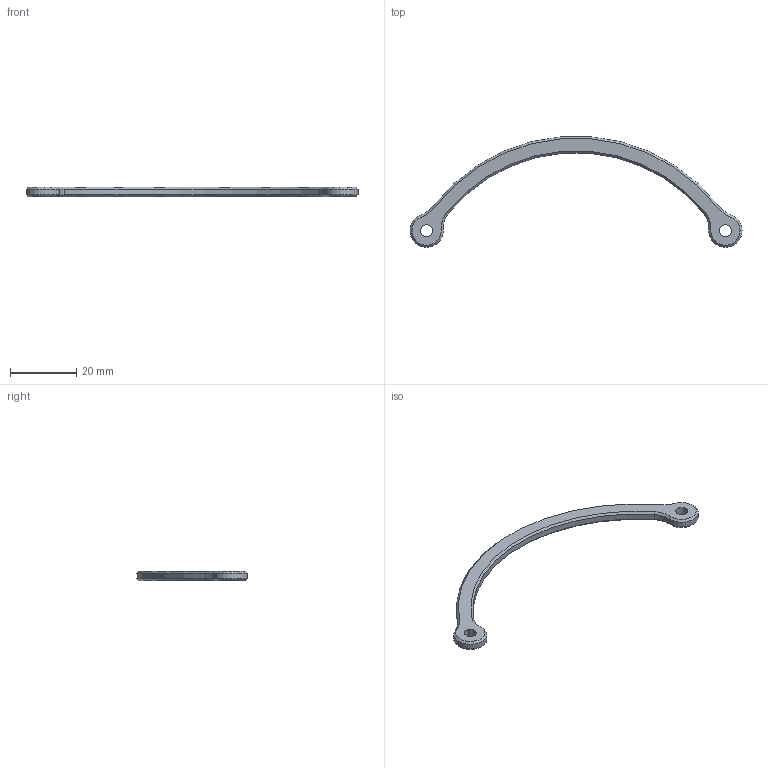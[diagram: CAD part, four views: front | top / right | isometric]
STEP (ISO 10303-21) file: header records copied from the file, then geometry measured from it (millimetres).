
FILE_DESCRIPTION(('STEP AP242'), '1');
FILE_NAME('Áàëêà', '', ('UNSPECIFIED'), ('UNSPECIFIED'), 'C3D Converter', 'C3D Toolkit', '');
FILE_SCHEMA(('AP242_MANAGED_MODEL_BASED_3D_ENGINEERING_MIM_LF { 1 0 10303 442 1 1 4 }'));
Length unit declared in the file: millimetre
Products named in the file (1): -01
Bounding box: 100 x 33.29 x 3 mm (x, y, z)
Volume: 1822.6 mm3; surface area: 1918.9 mm2
Topology: 1 solids, 1 shells, 30 faces, 71 edges, 44 vertices
Faces by surface type: cone 16, cylinder 10, plane 4
Entity records: 919 total; most frequent: DIRECTION 172, CARTESIAN_POINT 142, ORIENTED_EDGE 136, AXIS2_PLACEMENT_3D 70, EDGE_CURVE 68, VERTEX_POINT 40, CIRCLE 39, FACE_BOUND 34
